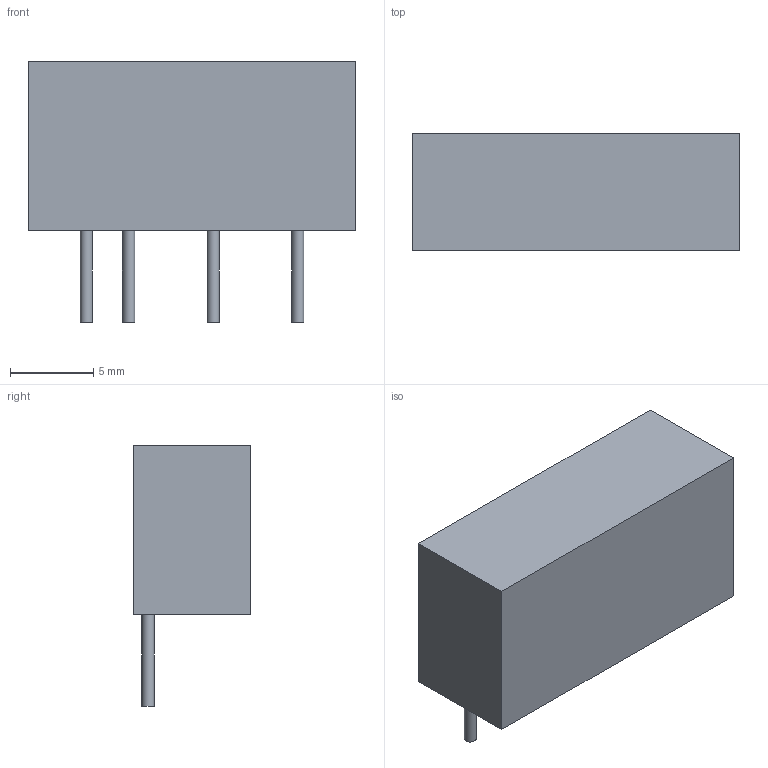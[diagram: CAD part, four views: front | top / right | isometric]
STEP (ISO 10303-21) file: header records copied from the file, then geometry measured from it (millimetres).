
FILE_DESCRIPTION(('STEP AP214'),'1');
FILE_NAME('B_S-2WR2_MNS','2025-08-12T06:13:43',(''),(''),'','','');
FILE_SCHEMA(('AUTOMOTIVE_DESIGN'));
Length unit declared in the file: millimetre
Products named in the file (1): product
Bounding box: 19.66 x 7.06 x 15.65 mm (x, y, z)
Volume: 1420 mm3; surface area: 874.9 mm2
Topology: 5 solids, 5 shells, 18 faces, 24 edges, 16 vertices
Faces by surface type: plane 14, cylinder 4
Full cylindrical faces by diameter (mm): 0.737 x4
Entity records: 547 total; most frequent: DIRECTION 74, CARTESIAN_POINT 47, ORIENTED_EDGE 40, AXIS2_PLACEMENT_3D 31, EDGE_LOOP 22, EDGE_CURVE 20, PRESENTATION_STYLE_ASSIGNMENT 18, SURFACE_STYLE_USAGE 18
